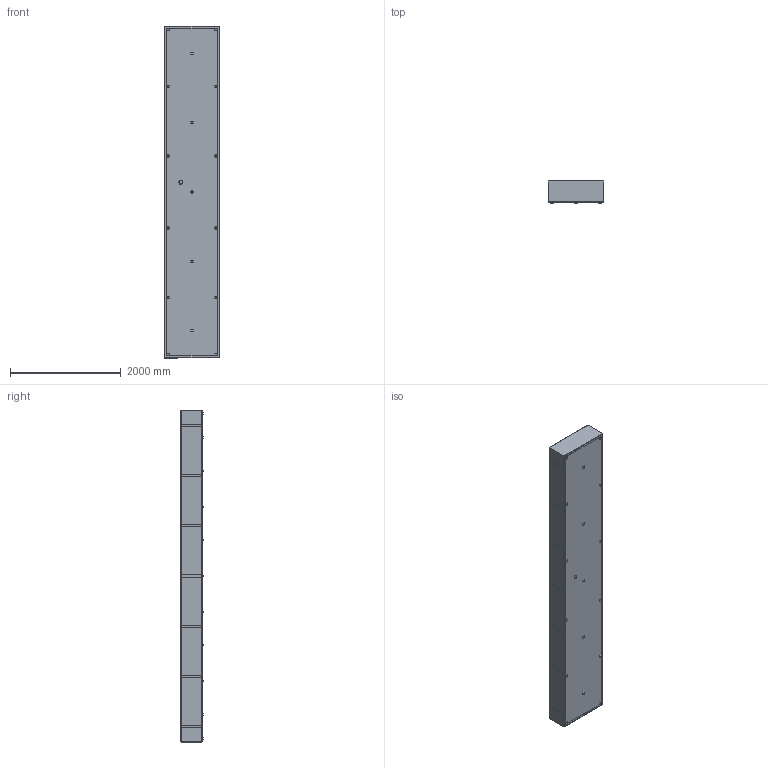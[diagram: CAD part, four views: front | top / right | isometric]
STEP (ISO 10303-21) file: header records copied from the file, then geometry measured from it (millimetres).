
FILE_DESCRIPTION (( 'STEP AP203' ), '1' );
FILE_NAME ('AB1.STEP', '2022-05-16T14:01:58', ( '' ), ( '' ), 'SwSTEP 2.0', 'SolidWorks 2021', '' );
FILE_SCHEMA (( 'CONFIG_CONTROL_DESIGN' ));
Length unit declared in the file: millimetre
Products named in the file (17): -AB1.. Cover and Cover frame; AB1..-Bottom 1; AB1..-pipe cover; AB1..-Cover frame_Default<As Machined>; AB1..-pipe; AB1..-Feet; AB1..-Reinforcement Wall; AB1..-Side; AB1..-Frame reinf. total; AB1..-Reinforcement H; AB1..-Cover; AB1..-Frame reinf.; AB1..-Side 2; AB1.. Base; AB1; AB1..-Ring top; AB1..-Feet NH
Assembly tree (57 placements, depth 4):
  AB1
    AB1.. Base
      AB1..-Bottom 1
      AB1..-Side  x2
      AB1..-pipe
      AB1..-Feet  x4
      AB1..-Feet NH  x13
      AB1..-Side 2  x2
      AB1..-Reinforcement Wall  x14
      AB1..-Reinforcement H  x7
    -AB1.. Cover and Cover frame
      AB1..-Cover
      AB1..-Cover frame_Default<As Machined>
      AB1..-Frame reinf. total  x6
        AB1..-pipe cover
        AB1..-Ring top
        AB1..-Frame reinf.
Bounding box: 1000 x 400 x 5996 mm (x, y, z)
Volume: 70164692.9 mm3; surface area: 45629474.6 mm2
Topology: 72 solids, 72 shells, 2159 faces, 5019 edges, 2992 vertices
Faces by surface type: plane 1399, cylinder 592, bspline 168
Entity records: 21840 total; most frequent: CARTESIAN_POINT 5731, ORIENTED_EDGE 2790, DIRECTION 2643, EDGE_CURVE 1395, VECTOR 923, LINE 923, VERTEX_POINT 868, AXIS2_PLACEMENT_3D 860
